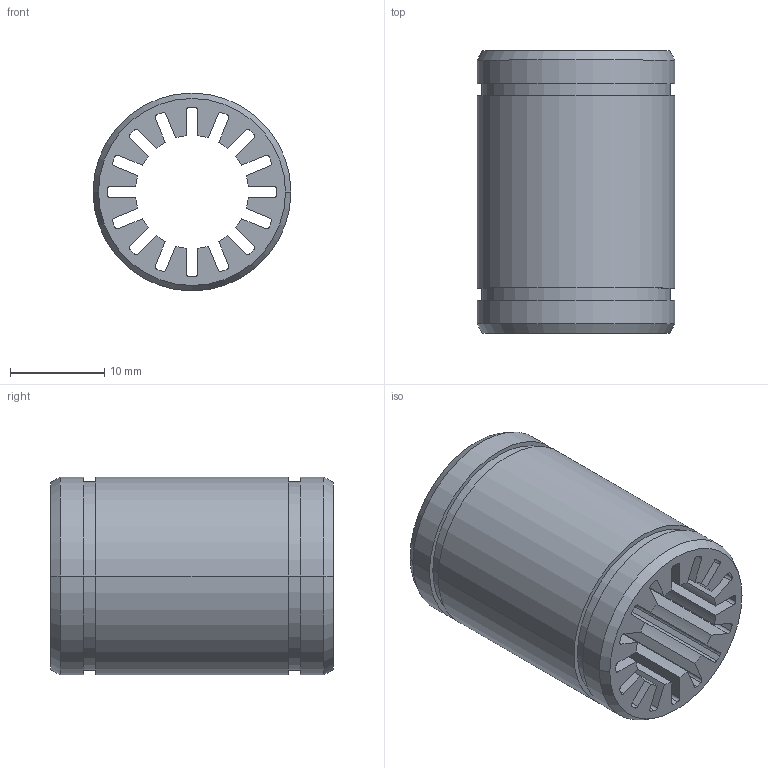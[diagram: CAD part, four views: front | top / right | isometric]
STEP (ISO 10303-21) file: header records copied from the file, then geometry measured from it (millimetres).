
FILE_DESCRIPTION(('STEP AP214'),'1');
FILE_NAME('cctmp_E94C9A32-BD83-4245-A925-ABD8B3528A7A_2018_3_26_5_41_10_665..stp','2018-03-26T03:41:10',('igus GmbH'),('CADClick - www.CADClick.com'),'Spatial InterOp 3D',' ','unknown authorization');
FILE_SCHEMA(('AUTOMOTIVE_DESIGN'));
Length unit declared in the file: millimetre
Products named in the file (1): 2018_03_26__05-41-10-665
Bounding box: 21 x 30 x 21 mm (x, y, z)
Volume: 5161.6 mm3; surface area: 6309.4 mm2
Topology: 1 solids, 1 shells, 116 faces, 326 edges, 216 vertices
Faces by surface type: cylinder 58, plane 54, cone 4
Entity records: 4734 total; most frequent: DIRECTION 680, CARTESIAN_POINT 659, ORIENTED_EDGE 652, EDGE_CURVE 326, AXIS2_PLACEMENT_3D 237, VERTEX_POINT 216, LINE 206, VECTOR 206
